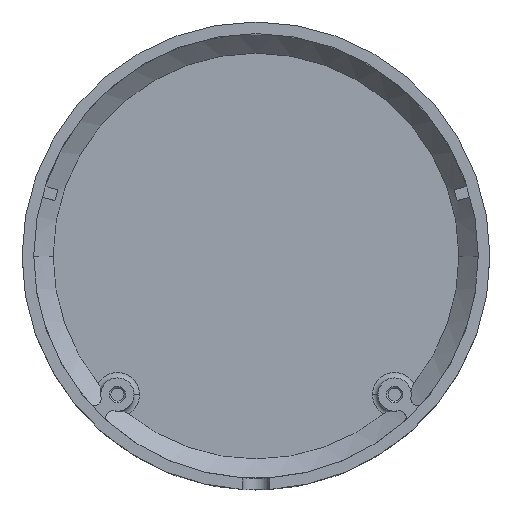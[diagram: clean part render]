
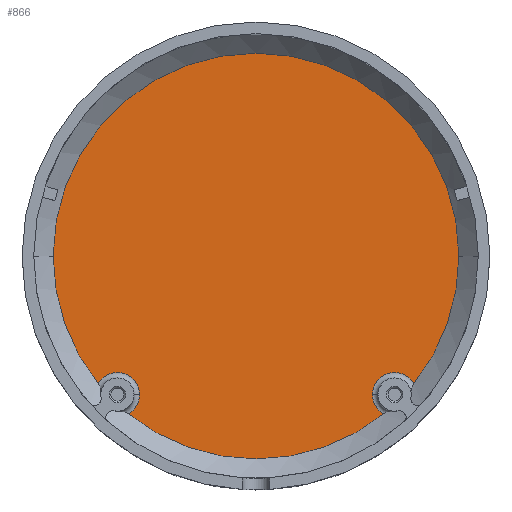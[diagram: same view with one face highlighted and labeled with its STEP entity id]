
A CAD part, top view. The second image highlights one B-rep face of the part: STEP entity #866.
In plain terms, the highlighted planar face has unit normal (0, 0, 1).
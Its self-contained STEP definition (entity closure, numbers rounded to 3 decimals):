
#15 = CARTESIAN_POINT ( 'NONE',  ( 25., -25., -13.2 ) ) ;
#64 = CARTESIAN_POINT ( 'NONE',  ( 25., -25., -13.2 ) ) ;
#72 = DIRECTION ( 'NONE',  ( 1., 0., 0. ) ) ;
#81 = DIRECTION ( 'NONE',  ( 0., 0., -1. ) ) ;
#97 = VERTEX_POINT ( 'NONE', #175 ) ;
#107 = VERTEX_POINT ( 'NONE', #170 ) ;
#113 = VERTEX_POINT ( 'NONE', #181 ) ;
#114 = VERTEX_POINT ( 'NONE', #199 ) ;
#134 = VERTEX_POINT ( 'NONE', #260 ) ;
#143 = VERTEX_POINT ( 'NONE', #262 ) ;
#147 = VERTEX_POINT ( 'NONE', #249 ) ;
#164 = VERTEX_POINT ( 'NONE', #229 ) ;
#170 = CARTESIAN_POINT ( 'NONE',  ( -28.467, -23.005, -13.2 ) ) ;
#175 = CARTESIAN_POINT ( 'NONE',  ( -36.6, 0., -13.2 ) ) ;
#181 = CARTESIAN_POINT ( 'NONE',  ( 21., -25., -13.2 ) ) ;
#199 = CARTESIAN_POINT ( 'NONE',  ( -21., -25., -13.2 ) ) ;
#229 = CARTESIAN_POINT ( 'NONE',  ( -23.005, -28.467, -13.2 ) ) ;
#249 = CARTESIAN_POINT ( 'NONE',  ( 23.005, -28.467, -13.2 ) ) ;
#260 = CARTESIAN_POINT ( 'NONE',  ( 36.6, 0., -13.2 ) ) ;
#262 = CARTESIAN_POINT ( 'NONE',  ( 28.467, -23.005, -13.2 ) ) ;
#309 = EDGE_CURVE ( 'NONE', #147, #113, #1062, .T. ) ;
#325 = EDGE_CURVE ( 'NONE', #113, #143, #1103, .T. ) ;
#329 = EDGE_CURVE ( 'NONE', #107, #114, #1112, .T. ) ;
#357 = EDGE_CURVE ( 'NONE', #97, #107, #1129, .T. ) ;
#374 = EDGE_CURVE ( 'NONE', #134, #97, #1138, .T. ) ;
#425 = EDGE_CURVE ( 'NONE', #164, #147, #1185, .T. ) ;
#442 = EDGE_CURVE ( 'NONE', #143, #134, #1264, .T. ) ;
#448 = AXIS2_PLACEMENT_3D ( 'NONE', #64, #81, #72 ) ;
#462 = AXIS2_PLACEMENT_3D ( 'NONE', #15, #822, #821 ) ;
#466 = AXIS2_PLACEMENT_3D ( 'NONE', #818, #813, #816 ) ;
#479 = EDGE_CURVE ( 'NONE', #114, #164, #1239, .T. ) ;
#507 = AXIS2_PLACEMENT_3D ( 'NONE', #1873, #1875, #1852 ) ;
#510 = AXIS2_PLACEMENT_3D ( 'NONE', #1482, #1498, #1503 ) ;
#518 = AXIS2_PLACEMENT_3D ( 'NONE', #1706, #1740, #1699 ) ;
#519 = AXIS2_PLACEMENT_3D ( 'NONE', #1779, #1759, #1758 ) ;
#524 = AXIS2_PLACEMENT_3D ( 'NONE', #1451, #1479, #1461 ) ;
#557 = AXIS2_PLACEMENT_3D ( 'NONE', #1982, #1987, #1976 ) ;
#669 = EDGE_LOOP ( 'NONE', ( #995, #1016, #919, #986, #921, #992, #1008, #994 ) ) ;
#813 = DIRECTION ( 'NONE',  ( 0., 0., -1. ) ) ;
#816 = DIRECTION ( 'NONE',  ( 1., 0., 0. ) ) ;
#818 = CARTESIAN_POINT ( 'NONE',  ( -25., -25., -13.2 ) ) ;
#821 = DIRECTION ( 'NONE',  ( 1., 0., 0. ) ) ;
#822 = DIRECTION ( 'NONE',  ( 0., 0., -1. ) ) ;
#866 = ADVANCED_FACE ( 'NONE', ( #1300 ), #1973, .T. ) ;
#919 = ORIENTED_EDGE ( 'NONE', *, *, #357, .T. ) ;
#921 = ORIENTED_EDGE ( 'NONE', *, *, #479, .T. ) ;
#986 = ORIENTED_EDGE ( 'NONE', *, *, #329, .T. ) ;
#992 = ORIENTED_EDGE ( 'NONE', *, *, #425, .T. ) ;
#994 = ORIENTED_EDGE ( 'NONE', *, *, #325, .T. ) ;
#995 = ORIENTED_EDGE ( 'NONE', *, *, #442, .T. ) ;
#1008 = ORIENTED_EDGE ( 'NONE', *, *, #309, .T. ) ;
#1016 = ORIENTED_EDGE ( 'NONE', *, *, #374, .T. ) ;
#1062 = CIRCLE ( 'NONE', #448, 4. ) ;
#1103 = CIRCLE ( 'NONE', #462, 4. ) ;
#1112 = CIRCLE ( 'NONE', #466, 4. ) ;
#1129 = CIRCLE ( 'NONE', #524, 36.6 ) ;
#1138 = CIRCLE ( 'NONE', #510, 36.6 ) ;
#1185 = CIRCLE ( 'NONE', #518, 36.6 ) ;
#1239 = CIRCLE ( 'NONE', #507, 4. ) ;
#1264 = CIRCLE ( 'NONE', #519, 36.6 ) ;
#1300 = FACE_OUTER_BOUND ( 'NONE', #669, .T. ) ;
#1451 = CARTESIAN_POINT ( 'NONE',  ( 0., 0., -13.2 ) ) ;
#1461 = DIRECTION ( 'NONE',  ( 1., 0., 0. ) ) ;
#1479 = DIRECTION ( 'NONE',  ( 0., 0., 1. ) ) ;
#1482 = CARTESIAN_POINT ( 'NONE',  ( 0., 0., -13.2 ) ) ;
#1498 = DIRECTION ( 'NONE',  ( 0., 0., 1. ) ) ;
#1503 = DIRECTION ( 'NONE',  ( 1., 0., 0. ) ) ;
#1699 = DIRECTION ( 'NONE',  ( 1., 0., 0. ) ) ;
#1706 = CARTESIAN_POINT ( 'NONE',  ( 0., 0., -13.2 ) ) ;
#1740 = DIRECTION ( 'NONE',  ( 0., 0., 1. ) ) ;
#1758 = DIRECTION ( 'NONE',  ( 1., 0., 0. ) ) ;
#1759 = DIRECTION ( 'NONE',  ( 0., 0., 1. ) ) ;
#1779 = CARTESIAN_POINT ( 'NONE',  ( 0., 0., -13.2 ) ) ;
#1852 = DIRECTION ( 'NONE',  ( 1., 0., 0. ) ) ;
#1873 = CARTESIAN_POINT ( 'NONE',  ( -25., -25., -13.2 ) ) ;
#1875 = DIRECTION ( 'NONE',  ( 0., 0., -1. ) ) ;
#1973 = PLANE ( 'NONE',  #557 ) ;
#1976 = DIRECTION ( 'NONE',  ( 1., 0., 0. ) ) ;
#1982 = CARTESIAN_POINT ( 'NONE',  ( 0., 0., -13.2 ) ) ;
#1987 = DIRECTION ( 'NONE',  ( 0., 0., 1. ) ) ;
